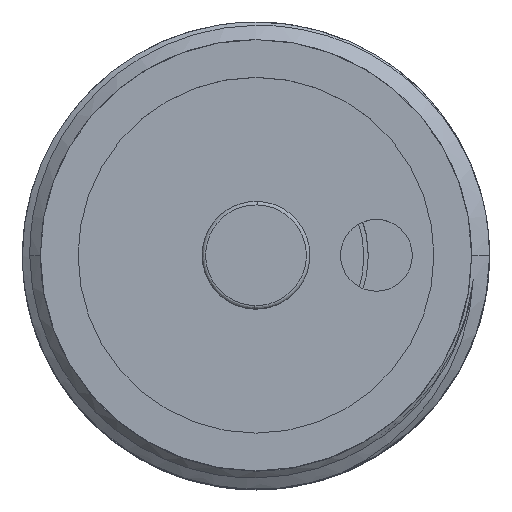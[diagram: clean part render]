
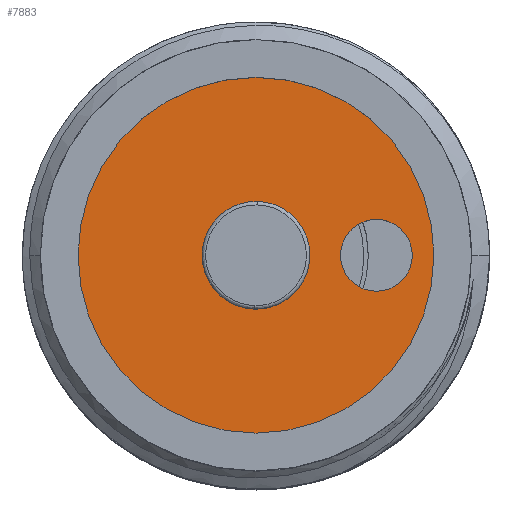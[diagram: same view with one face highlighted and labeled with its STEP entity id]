
A CAD part, top view. The second image highlights one B-rep face of the part: STEP entity #7883.
In plain terms, the highlighted face is planar.
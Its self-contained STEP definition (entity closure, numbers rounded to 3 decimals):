
#85 = DIRECTION ( 'NONE',  ( -1., 0., 0. ) ) ;
#169 = CARTESIAN_POINT ( 'NONE',  ( 0., 0., 0. ) ) ;
#341 = CARTESIAN_POINT ( 'NONE',  ( 0., 0., 10.1 ) ) ;
#351 = VERTEX_POINT ( 'NONE', #2705 ) ;
#449 = CARTESIAN_POINT ( 'NONE',  ( 0., 0., -2. ) ) ;
#637 = EDGE_CURVE ( 'NONE', #6805, #8598, #2525, .T. ) ;
#1060 = DIRECTION ( 'NONE',  ( -1., 0., 0. ) ) ;
#1167 = AXIS2_PLACEMENT_3D ( 'NONE', #2174, #7979, #5181 ) ;
#1332 = CIRCLE ( 'NONE', #4865, 2. ) ;
#1819 = EDGE_LOOP ( 'NONE', ( #4448, #2676 ) ) ;
#2000 = AXIS2_PLACEMENT_3D ( 'NONE', #4285, #4348, #8117 ) ;
#2174 = CARTESIAN_POINT ( 'NONE',  ( 0., -6.7, 0. ) ) ;
#2175 = EDGE_CURVE ( 'NONE', #8598, #6805, #5488, .T. ) ;
#2177 = DIRECTION ( 'NONE',  ( 0., 0., -1. ) ) ;
#2188 = VERTEX_POINT ( 'NONE', #341 ) ;
#2394 = EDGE_LOOP ( 'NONE', ( #7572, #7429 ) ) ;
#2525 = CIRCLE ( 'NONE', #8718, 2. ) ;
#2676 = ORIENTED_EDGE ( 'NONE', *, *, #9147, .F. ) ;
#2705 = CARTESIAN_POINT ( 'NONE',  ( 0., 0., -10.1 ) ) ;
#2723 = CARTESIAN_POINT ( 'NONE',  ( 0., 0., 0. ) ) ;
#3261 = VERTEX_POINT ( 'NONE', #4472 ) ;
#3561 = CARTESIAN_POINT ( 'NONE',  ( 0., -6.7, 0. ) ) ;
#3999 = AXIS2_PLACEMENT_3D ( 'NONE', #169, #6877, #5304 ) ;
#4247 = CIRCLE ( 'NONE', #3999, 10.1 ) ;
#4285 = CARTESIAN_POINT ( 'NONE',  ( 0., 0., 0. ) ) ;
#4299 = DIRECTION ( 'NONE',  ( -1., 0., 0. ) ) ;
#4348 = DIRECTION ( 'NONE',  ( 1., 0., 0. ) ) ;
#4448 = ORIENTED_EDGE ( 'NONE', *, *, #6637, .F. ) ;
#4472 = CARTESIAN_POINT ( 'NONE',  ( 0., -6.7, 2. ) ) ;
#4555 = AXIS2_PLACEMENT_3D ( 'NONE', #2723, #8675, #7097 ) ;
#4865 = AXIS2_PLACEMENT_3D ( 'NONE', #3561, #4299, #9552 ) ;
#5181 = DIRECTION ( 'NONE',  ( 0., 0., -1. ) ) ;
#5304 = DIRECTION ( 'NONE',  ( 0., 0., -1. ) ) ;
#5387 = EDGE_CURVE ( 'NONE', #3261, #7420, #6136, .T. ) ;
#5464 = ORIENTED_EDGE ( 'NONE', *, *, #2175, .F. ) ;
#5488 = CIRCLE ( 'NONE', #8803, 2. ) ;
#5579 = DIRECTION ( 'NONE',  ( 0., 0., -1. ) ) ;
#5693 = ORIENTED_EDGE ( 'NONE', *, *, #637, .F. ) ;
#5867 = FACE_BOUND ( 'NONE', #2394, .T. ) ;
#6136 = CIRCLE ( 'NONE', #1167, 2. ) ;
#6339 = CARTESIAN_POINT ( 'NONE',  ( 0., 0., 0. ) ) ;
#6637 = EDGE_CURVE ( 'NONE', #351, #2188, #4247, .T. ) ;
#6737 = CARTESIAN_POINT ( 'NONE',  ( 0., 0., 2. ) ) ;
#6805 = VERTEX_POINT ( 'NONE', #449 ) ;
#6877 = DIRECTION ( 'NONE',  ( 1., 0., 0. ) ) ;
#7097 = DIRECTION ( 'NONE',  ( 0., 0., -1. ) ) ;
#7420 = VERTEX_POINT ( 'NONE', #8066 ) ;
#7429 = ORIENTED_EDGE ( 'NONE', *, *, #5387, .F. ) ;
#7525 = EDGE_CURVE ( 'NONE', #7420, #3261, #1332, .T. ) ;
#7572 = ORIENTED_EDGE ( 'NONE', *, *, #7525, .F. ) ;
#7657 = CIRCLE ( 'NONE', #4555, 10.1 ) ;
#7883 = ADVANCED_FACE ( 'NONE', ( #5867, #9049, #9632 ), #9600, .F. ) ;
#7979 = DIRECTION ( 'NONE',  ( -1., 0., 0. ) ) ;
#8066 = CARTESIAN_POINT ( 'NONE',  ( 0., -6.7, -2. ) ) ;
#8117 = DIRECTION ( 'NONE',  ( 0., 0., -1. ) ) ;
#8266 = CARTESIAN_POINT ( 'NONE',  ( 0., 0., 0. ) ) ;
#8408 = EDGE_LOOP ( 'NONE', ( #5693, #5464 ) ) ;
#8598 = VERTEX_POINT ( 'NONE', #6737 ) ;
#8675 = DIRECTION ( 'NONE',  ( 1., 0., 0. ) ) ;
#8718 = AXIS2_PLACEMENT_3D ( 'NONE', #8266, #85, #2177 ) ;
#8803 = AXIS2_PLACEMENT_3D ( 'NONE', #6339, #1060, #5579 ) ;
#9049 = FACE_BOUND ( 'NONE', #8408, .T. ) ;
#9147 = EDGE_CURVE ( 'NONE', #2188, #351, #7657, .T. ) ;
#9552 = DIRECTION ( 'NONE',  ( 0., 0., -1. ) ) ;
#9600 = PLANE ( 'NONE',  #2000 ) ;
#9632 = FACE_OUTER_BOUND ( 'NONE', #1819, .T. ) ;
